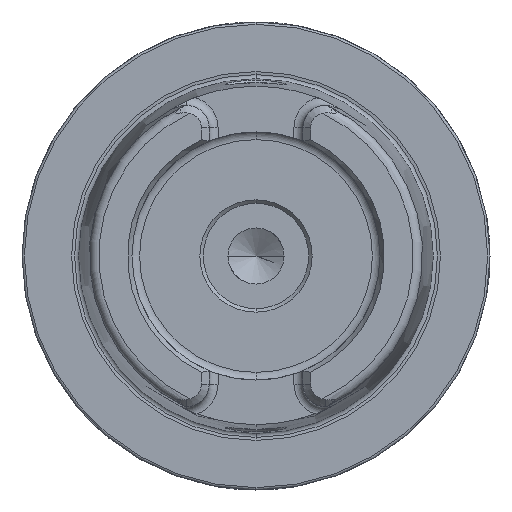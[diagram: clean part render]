
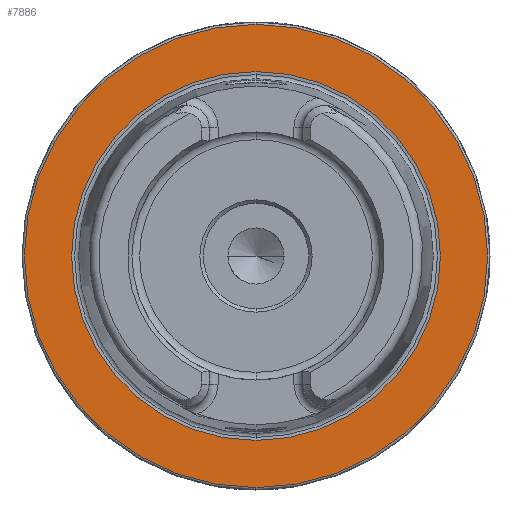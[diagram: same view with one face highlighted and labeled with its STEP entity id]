
A CAD part, left-side view. The second image highlights one B-rep face of the part: STEP entity #7886.
In plain terms, the highlighted planar face has unit normal (-1, 0, 0).
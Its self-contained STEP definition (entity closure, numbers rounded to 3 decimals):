
#305 = EDGE_LOOP ( 'NONE', ( #15524, #14434 ) ) ;
#353 = AXIS2_PLACEMENT_3D ( 'NONE', #10279, #11550, #5311 ) ;
#820 = DIRECTION ( 'NONE',  ( 0., 0., 1. ) ) ;
#2294 = CIRCLE ( 'NONE', #15850, 39.405 ) ;
#2449 = PLANE ( 'NONE',  #4724 ) ;
#2562 = DIRECTION ( 'NONE',  ( 0., 0., -1. ) ) ;
#2901 = FACE_OUTER_BOUND ( 'NONE', #16363, .T. ) ;
#3098 = VERTEX_POINT ( 'NONE', #14385 ) ;
#3381 = EDGE_CURVE ( 'NONE', #14801, #3098, #13821, .T. ) ;
#3841 = CARTESIAN_POINT ( 'NONE',  ( 0., 0., 0. ) ) ;
#3887 = DIRECTION ( 'NONE',  ( 1., 0., 0. ) ) ;
#4498 = ORIENTED_EDGE ( 'NONE', *, *, #3381, .T. ) ;
#4724 = AXIS2_PLACEMENT_3D ( 'NONE', #10310, #3887, #2562 ) ;
#5130 = DIRECTION ( 'NONE',  ( 0., 0., 1. ) ) ;
#5311 = DIRECTION ( 'NONE',  ( 0., 0., 1. ) ) ;
#6322 = CARTESIAN_POINT ( 'NONE',  ( 0., 0., -39.405 ) ) ;
#7077 = FACE_BOUND ( 'NONE', #305, .T. ) ;
#7159 = DIRECTION ( 'NONE',  ( -1., 0., 0. ) ) ;
#7717 = EDGE_CURVE ( 'NONE', #12282, #10070, #2294, .T. ) ;
#7783 = CIRCLE ( 'NONE', #353, 49.5 ) ;
#7886 = ADVANCED_FACE ( 'NONE', ( #7077, #2901 ), #2449, .F. ) ;
#8419 = DIRECTION ( 'NONE',  ( 0., 0., 1. ) ) ;
#8420 = CARTESIAN_POINT ( 'NONE',  ( 0., 0., 39.405 ) ) ;
#8556 = AXIS2_PLACEMENT_3D ( 'NONE', #14748, #7159, #8419 ) ;
#8568 = DIRECTION ( 'NONE',  ( -1., 0., 0. ) ) ;
#9302 = CARTESIAN_POINT ( 'NONE',  ( 0., 0., 49.5 ) ) ;
#9363 = EDGE_CURVE ( 'NONE', #3098, #14801, #7783, .T. ) ;
#10014 = ORIENTED_EDGE ( 'NONE', *, *, #9363, .T. ) ;
#10070 = VERTEX_POINT ( 'NONE', #8420 ) ;
#10279 = CARTESIAN_POINT ( 'NONE',  ( 0., 0., 0. ) ) ;
#10310 = CARTESIAN_POINT ( 'NONE',  ( 0., 49.5, 0. ) ) ;
#11223 = CIRCLE ( 'NONE', #8556, 39.405 ) ;
#11550 = DIRECTION ( 'NONE',  ( -1., 0., 0. ) ) ;
#12282 = VERTEX_POINT ( 'NONE', #6322 ) ;
#12724 = DIRECTION ( 'NONE',  ( -1., 0., 0. ) ) ;
#13821 = CIRCLE ( 'NONE', #15504, 49.5 ) ;
#13889 = EDGE_CURVE ( 'NONE', #10070, #12282, #11223, .T. ) ;
#14385 = CARTESIAN_POINT ( 'NONE',  ( 0., 0., -49.5 ) ) ;
#14434 = ORIENTED_EDGE ( 'NONE', *, *, #7717, .F. ) ;
#14748 = CARTESIAN_POINT ( 'NONE',  ( 0., 0., 0. ) ) ;
#14801 = VERTEX_POINT ( 'NONE', #9302 ) ;
#14896 = CARTESIAN_POINT ( 'NONE',  ( 0., 0., 0. ) ) ;
#15504 = AXIS2_PLACEMENT_3D ( 'NONE', #3841, #12724, #5130 ) ;
#15524 = ORIENTED_EDGE ( 'NONE', *, *, #13889, .F. ) ;
#15850 = AXIS2_PLACEMENT_3D ( 'NONE', #14896, #8568, #820 ) ;
#16363 = EDGE_LOOP ( 'NONE', ( #4498, #10014 ) ) ;
